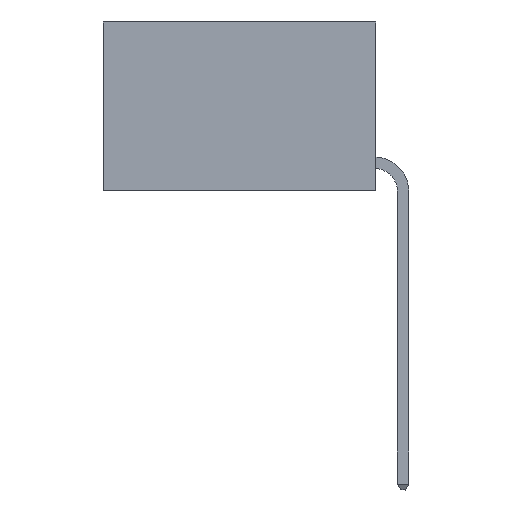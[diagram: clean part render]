
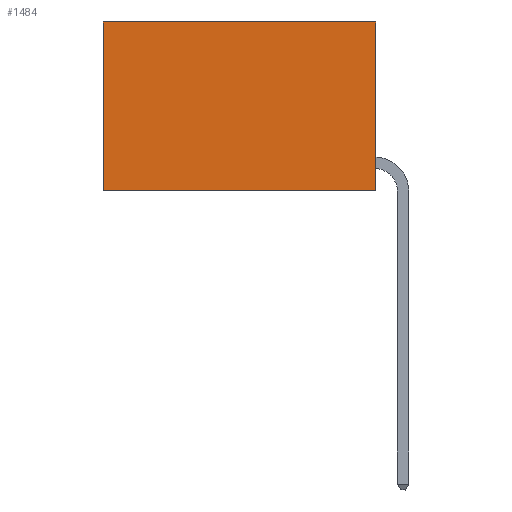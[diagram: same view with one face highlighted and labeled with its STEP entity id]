
A CAD part, left-side view. The second image highlights one B-rep face of the part: STEP entity #1484.
In plain terms, the highlighted planar face has unit normal (-1, 0, 0).
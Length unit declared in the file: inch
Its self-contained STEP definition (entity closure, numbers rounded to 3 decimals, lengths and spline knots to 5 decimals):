
#1221 = DIRECTION ( 'NONE',  ( 1., 0., 0. ) ) ;
#1484 = ADVANCED_FACE ( 'NONE', ( #16566 ), #10867, .F. ) ;
#2258 = EDGE_LOOP ( 'NONE', ( #7218, #7242, #7408, #7423 ) ) ;
#2555 = EDGE_CURVE ( 'NONE', #15891, #13636, #2897, .T. ) ;
#2897 = LINE ( 'NONE', #10311, #15612 ) ;
#3177 = CARTESIAN_POINT ( 'NONE',  ( 0.2625, 0.6, -0.37 ) ) ;
#3284 = VERTEX_POINT ( 'NONE', #15278 ) ;
#3495 = VERTEX_POINT ( 'NONE', #13611 ) ;
#3745 = VECTOR ( 'NONE', #4294, 39.37008 ) ;
#3782 = LINE ( 'NONE', #8410, #6563 ) ;
#4294 = DIRECTION ( 'NONE',  ( 0., 0., -1. ) ) ;
#5459 = CARTESIAN_POINT ( 'NONE',  ( 0.2625, 0., -0.37 ) ) ;
#5938 = LINE ( 'NONE', #13550, #8914 ) ;
#6563 = VECTOR ( 'NONE', #10978, 39.37008 ) ;
#7218 = ORIENTED_EDGE ( 'NONE', *, *, #14578, .T. ) ;
#7242 = ORIENTED_EDGE ( 'NONE', *, *, #2555, .F. ) ;
#7408 = ORIENTED_EDGE ( 'NONE', *, *, #10163, .F. ) ;
#7423 = ORIENTED_EDGE ( 'NONE', *, *, #9163, .T. ) ;
#7787 = DIRECTION ( 'NONE',  ( 0., 1., 0. ) ) ;
#7824 = AXIS2_PLACEMENT_3D ( 'NONE', #10192, #1221, #13446 ) ;
#8410 = CARTESIAN_POINT ( 'NONE',  ( 0.2625, 0., 0. ) ) ;
#8914 = VECTOR ( 'NONE', #14767, 39.37008 ) ;
#9163 = EDGE_CURVE ( 'NONE', #3284, #3495, #3782, .T. ) ;
#10163 = EDGE_CURVE ( 'NONE', #3284, #15891, #10678, .T. ) ;
#10192 = CARTESIAN_POINT ( 'NONE',  ( 0.2625, 0., 0. ) ) ;
#10311 = CARTESIAN_POINT ( 'NONE',  ( 0.2625, 0., -0.37 ) ) ;
#10678 = LINE ( 'NONE', #13202, #3745 ) ;
#10867 = PLANE ( 'NONE',  #7824 ) ;
#10978 = DIRECTION ( 'NONE',  ( 0., 1., 0. ) ) ;
#13202 = CARTESIAN_POINT ( 'NONE',  ( 0.2625, 0., 0. ) ) ;
#13446 = DIRECTION ( 'NONE',  ( 0., 0., -1. ) ) ;
#13550 = CARTESIAN_POINT ( 'NONE',  ( 0.2625, 0.6, 0. ) ) ;
#13611 = CARTESIAN_POINT ( 'NONE',  ( 0.2625, 0.6, 0. ) ) ;
#13636 = VERTEX_POINT ( 'NONE', #3177 ) ;
#14578 = EDGE_CURVE ( 'NONE', #3495, #13636, #5938, .T. ) ;
#14767 = DIRECTION ( 'NONE',  ( 0., 0., -1. ) ) ;
#15278 = CARTESIAN_POINT ( 'NONE',  ( 0.2625, 0., 0. ) ) ;
#15612 = VECTOR ( 'NONE', #7787, 39.37008 ) ;
#15891 = VERTEX_POINT ( 'NONE', #5459 ) ;
#16566 = FACE_OUTER_BOUND ( 'NONE', #2258, .T. ) ;
